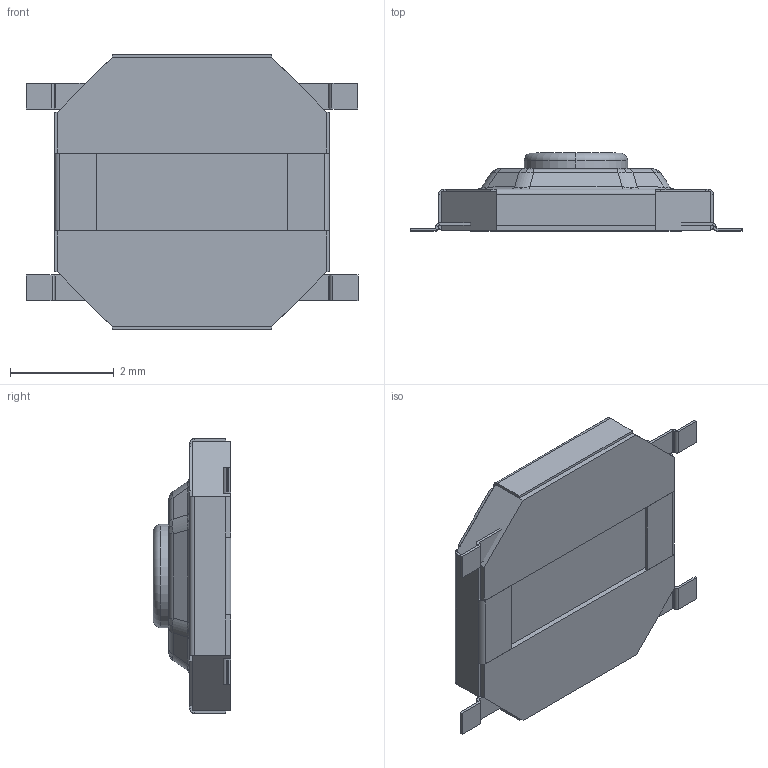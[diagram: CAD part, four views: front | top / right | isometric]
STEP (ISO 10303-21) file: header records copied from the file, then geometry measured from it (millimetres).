
FILE_DESCRIPTION (( 'STEP AP214' ), '1' );
FILE_NAME ('User Library-button1.STEP', '2020-05-07T04:33:06', ( '' ), ( '' ), 'SwSTEP 2.0', 'SolidWorks 2019', '' );
FILE_SCHEMA (( 'AUTOMOTIVE_DESIGN' ));
Length unit declared in the file: millimetre
Products named in the file (1): User Library-button1
Bounding box: 6.4 x 1.5 x 5.3 mm (x, y, z)
Volume: 24.9 mm3; surface area: 146.8 mm2
Topology: 6 solids, 6 shells, 248 faces, 572 edges, 338 vertices
Faces by surface type: plane 160, cylinder 54, bspline 32, torus 2
Entity records: 7562 total; most frequent: CARTESIAN_POINT 1703, ORIENTED_EDGE 1144, DIRECTION 1054, EDGE_CURVE 572, VECTOR 396, LINE 396, VERTEX_POINT 338, AXIS2_PLACEMENT_3D 329
